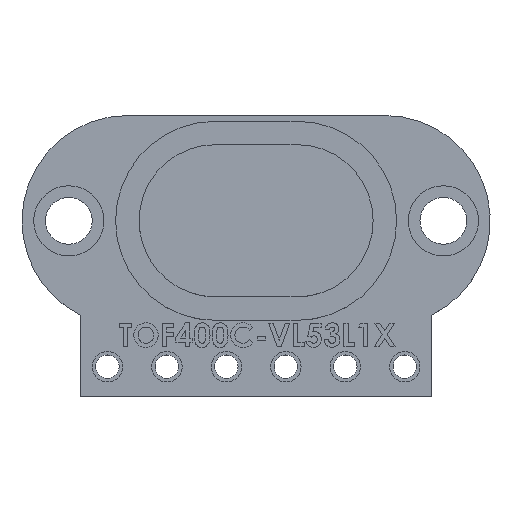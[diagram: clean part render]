
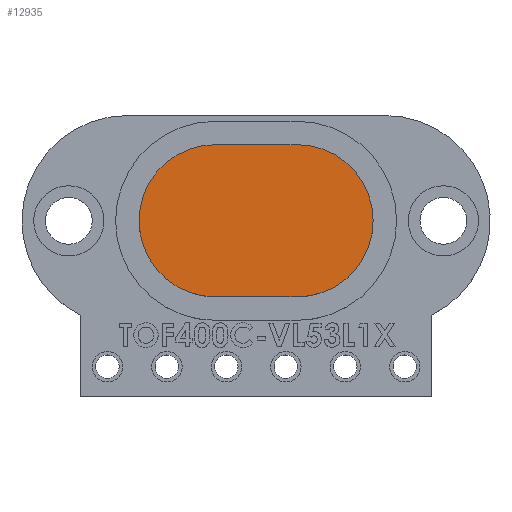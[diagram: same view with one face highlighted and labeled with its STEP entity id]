
A CAD part, top view. The second image highlights one B-rep face of the part: STEP entity #12935.
In plain terms, the highlighted planar face has unit normal (0, 0, 1).
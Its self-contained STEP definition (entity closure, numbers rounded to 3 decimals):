
#1114 = LINE ( 'NONE', #3527, #25399 ) ;
#1668 = ORIENTED_EDGE ( 'NONE', *, *, #20694, .T. ) ;
#3304 = DIRECTION ( 'NONE',  ( 0., 0., 1. ) ) ;
#3527 = CARTESIAN_POINT ( 'NONE',  ( 1.75, 3.25, 2.6 ) ) ;
#3647 = CARTESIAN_POINT ( 'NONE',  ( -1.75, -3.25, 2.6 ) ) ;
#3739 = CARTESIAN_POINT ( 'NONE',  ( 1.75, 3.25, 2.6 ) ) ;
#4374 = CIRCLE ( 'NONE', #20388, 3.25 ) ;
#4386 = ORIENTED_EDGE ( 'NONE', *, *, #26252, .T. ) ;
#4577 = AXIS2_PLACEMENT_3D ( 'NONE', #21973, #19646, #10884 ) ;
#4895 = VERTEX_POINT ( 'NONE', #3739 ) ;
#5612 = DIRECTION ( 'NONE',  ( 1., 0., 0. ) ) ;
#5790 = VERTEX_POINT ( 'NONE', #3647 ) ;
#6861 = DIRECTION ( 'NONE',  ( 1., 0., 0. ) ) ;
#7413 = ORIENTED_EDGE ( 'NONE', *, *, #19500, .T. ) ;
#7940 = ORIENTED_EDGE ( 'NONE', *, *, #10291, .T. ) ;
#8961 = DIRECTION ( 'NONE',  ( 0., 0., 1. ) ) ;
#9442 = CARTESIAN_POINT ( 'NONE',  ( -1.75, 3.25, 2.6 ) ) ;
#9687 = VECTOR ( 'NONE', #20479, 1000. ) ;
#10291 = EDGE_CURVE ( 'NONE', #5790, #20373, #16144, .T. ) ;
#10884 = DIRECTION ( 'NONE',  ( 1., 0., 0. ) ) ;
#10981 = CIRCLE ( 'NONE', #4577, 3.25 ) ;
#11580 = CARTESIAN_POINT ( 'NONE',  ( -5., 0., 2.6 ) ) ;
#11719 = CARTESIAN_POINT ( 'NONE',  ( -1.75, -3.25, 2.6 ) ) ;
#12935 = ADVANCED_FACE ( 'NONE', ( #26387 ), #17179, .T. ) ;
#13230 = ORIENTED_EDGE ( 'NONE', *, *, #23140, .T. ) ;
#16144 = LINE ( 'NONE', #11719, #9687 ) ;
#16270 = DIRECTION ( 'NONE',  ( -1., 0., 0. ) ) ;
#17179 = PLANE ( 'NONE',  #25657 ) ;
#17348 = CARTESIAN_POINT ( 'NONE',  ( 1.75, -3.25, 2.6 ) ) ;
#17604 = DIRECTION ( 'NONE',  ( 1., 0., 0. ) ) ;
#18579 = AXIS2_PLACEMENT_3D ( 'NONE', #20816, #3304, #5612 ) ;
#19500 = EDGE_CURVE ( 'NONE', #20373, #4895, #10981, .T. ) ;
#19646 = DIRECTION ( 'NONE',  ( 0., 0., 1. ) ) ;
#19756 = CARTESIAN_POINT ( 'NONE',  ( -1.75, 0., 2.6 ) ) ;
#20011 = CARTESIAN_POINT ( 'NONE',  ( -1.75, 0., 2.6 ) ) ;
#20232 = EDGE_LOOP ( 'NONE', ( #13230, #1668, #7940, #7413, #4386 ) ) ;
#20373 = VERTEX_POINT ( 'NONE', #17348 ) ;
#20388 = AXIS2_PLACEMENT_3D ( 'NONE', #20011, #8961, #6861 ) ;
#20479 = DIRECTION ( 'NONE',  ( 1., 0., 0. ) ) ;
#20694 = EDGE_CURVE ( 'NONE', #22512, #5790, #4374, .T. ) ;
#20816 = CARTESIAN_POINT ( 'NONE',  ( -1.75, 0., 2.6 ) ) ;
#21973 = CARTESIAN_POINT ( 'NONE',  ( 1.75, 0., 2.6 ) ) ;
#22512 = VERTEX_POINT ( 'NONE', #11580 ) ;
#23140 = EDGE_CURVE ( 'NONE', #28182, #22512, #27307, .T. ) ;
#23812 = DIRECTION ( 'NONE',  ( 0., 0., 1. ) ) ;
#25399 = VECTOR ( 'NONE', #16270, 1000. ) ;
#25657 = AXIS2_PLACEMENT_3D ( 'NONE', #19756, #23812, #17604 ) ;
#26252 = EDGE_CURVE ( 'NONE', #4895, #28182, #1114, .T. ) ;
#26387 = FACE_OUTER_BOUND ( 'NONE', #20232, .T. ) ;
#27307 = CIRCLE ( 'NONE', #18579, 3.25 ) ;
#28182 = VERTEX_POINT ( 'NONE', #9442 ) ;
